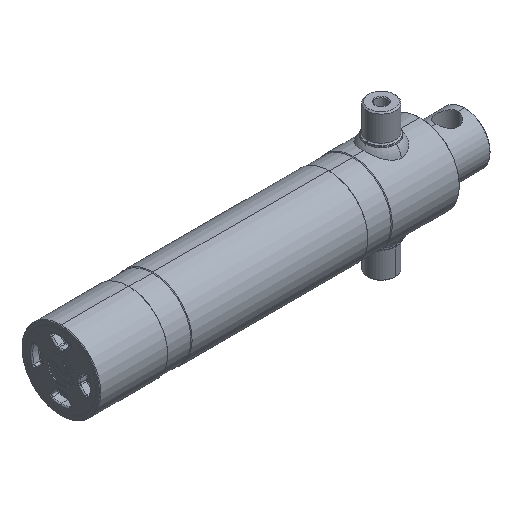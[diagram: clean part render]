
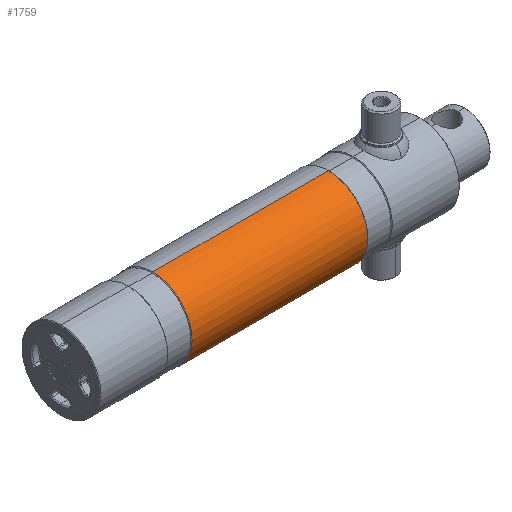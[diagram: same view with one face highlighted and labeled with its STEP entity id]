
A CAD part, isometric view. The second image highlights one B-rep face of the part: STEP entity #1759.
In plain terms, the highlighted cylindrical face has radius 64 mm (diameter 128 mm), a partial arc.
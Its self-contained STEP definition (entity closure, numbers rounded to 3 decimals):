
#96 = LINE ( 'NONE', #5455, #991 ) ;
#456 = CARTESIAN_POINT ( 'NONE',  ( -30.734, 0., 0. ) ) ;
#795 = AXIS2_PLACEMENT_3D ( 'NONE', #456, #9041, #2647 ) ;
#873 = CARTESIAN_POINT ( 'NONE',  ( 150., 0., 64. ) ) ;
#991 = VECTOR ( 'NONE', #2612, 1000. ) ;
#1102 = FACE_OUTER_BOUND ( 'NONE', #1679, .T. ) ;
#1147 = ORIENTED_EDGE ( 'NONE', *, *, #6589, .F. ) ;
#1679 = EDGE_LOOP ( 'NONE', ( #9243, #1917, #4960, #1147 ) ) ;
#1759 = ADVANCED_FACE ( 'NONE', ( #1102 ), #8288, .T. ) ;
#1917 = ORIENTED_EDGE ( 'NONE', *, *, #8789, .T. ) ;
#2380 = VECTOR ( 'NONE', #2709, 1000. ) ;
#2612 = DIRECTION ( 'NONE',  ( -1., 0., 0. ) ) ;
#2647 = DIRECTION ( 'NONE',  ( 0., 0., -1. ) ) ;
#2709 = DIRECTION ( 'NONE',  ( -1., 0., 0. ) ) ;
#2958 = CARTESIAN_POINT ( 'NONE',  ( 150., 0., 0. ) ) ;
#3458 = CARTESIAN_POINT ( 'NONE',  ( 436., 0., -64. ) ) ;
#3673 = DIRECTION ( 'NONE',  ( 0., 0., -1. ) ) ;
#3843 = CARTESIAN_POINT ( 'NONE',  ( 436., 0., 0. ) ) ;
#4073 = CARTESIAN_POINT ( 'NONE',  ( 436., 0., 64. ) ) ;
#4520 = VERTEX_POINT ( 'NONE', #4801 ) ;
#4573 = DIRECTION ( 'NONE',  ( 0., 0., -1. ) ) ;
#4801 = CARTESIAN_POINT ( 'NONE',  ( 150., 0., -64. ) ) ;
#4960 = ORIENTED_EDGE ( 'NONE', *, *, #5938, .F. ) ;
#5455 = CARTESIAN_POINT ( 'NONE',  ( -30.734, 0., 64. ) ) ;
#5938 = EDGE_CURVE ( 'NONE', #4520, #7123, #6470, .T. ) ;
#6166 = AXIS2_PLACEMENT_3D ( 'NONE', #2958, #7954, #3673 ) ;
#6470 = CIRCLE ( 'NONE', #6166, 64. ) ;
#6589 = EDGE_CURVE ( 'NONE', #7527, #4520, #8100, .T. ) ;
#7123 = VERTEX_POINT ( 'NONE', #873 ) ;
#7527 = VERTEX_POINT ( 'NONE', #3458 ) ;
#7610 = CIRCLE ( 'NONE', #7880, 64. ) ;
#7708 = CARTESIAN_POINT ( 'NONE',  ( -30.734, 0., -64. ) ) ;
#7880 = AXIS2_PLACEMENT_3D ( 'NONE', #3843, #8823, #4573 ) ;
#7954 = DIRECTION ( 'NONE',  ( -1., 0., 0. ) ) ;
#8100 = LINE ( 'NONE', #7708, #2380 ) ;
#8128 = VERTEX_POINT ( 'NONE', #4073 ) ;
#8288 = CYLINDRICAL_SURFACE ( 'NONE', #795, 64. ) ;
#8789 = EDGE_CURVE ( 'NONE', #8128, #7123, #96, .T. ) ;
#8823 = DIRECTION ( 'NONE',  ( -1., 0., 0. ) ) ;
#9024 = EDGE_CURVE ( 'NONE', #7527, #8128, #7610, .T. ) ;
#9041 = DIRECTION ( 'NONE',  ( -1., 0., 0. ) ) ;
#9243 = ORIENTED_EDGE ( 'NONE', *, *, #9024, .T. ) ;
